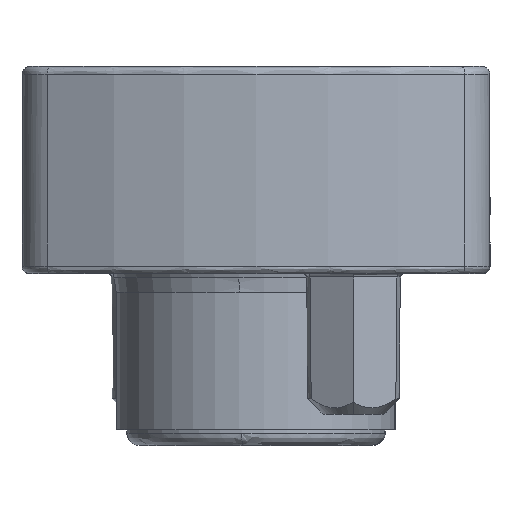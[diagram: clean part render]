
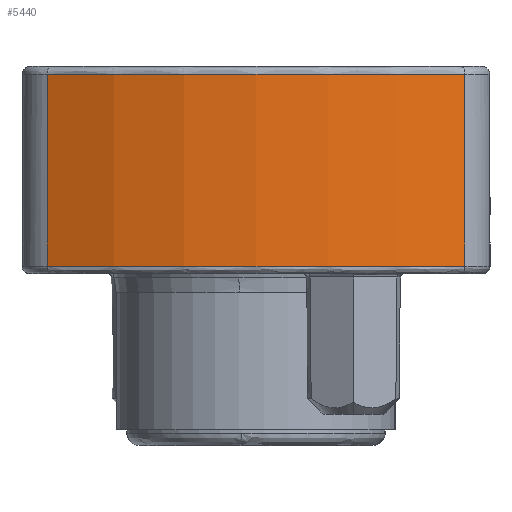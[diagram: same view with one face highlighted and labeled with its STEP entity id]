
A CAD part, left-side view. The second image highlights one B-rep face of the part: STEP entity #5440.
In plain terms, the highlighted cylindrical face has radius 7.367 mm (diameter 14.733 mm), a partial arc.
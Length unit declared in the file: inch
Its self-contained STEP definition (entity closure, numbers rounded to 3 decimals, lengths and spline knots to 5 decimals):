
#3508 = EDGE_LOOP ( 'NONE', ( #7409, #7410, #7411, #7412 ) ) ;
#4154 = FACE_OUTER_BOUND ( 'NONE', #3508, .T. ) ;
#4156 = CYLINDRICAL_SURFACE ( 'NONE', #25956, 0.29002 ) ;
#5440 = ADVANCED_FACE ( 'NONE', ( #4154 ), #4156, .T. ) ;
#6261 = CIRCLE ( 'NONE', #24300, 0.29002 ) ;
#6262 = CIRCLE ( 'NONE', #24298, 0.29002 ) ;
#6337 = LINE ( 'NONE', #12874, #6352 ) ;
#6352 = VECTOR ( 'NONE', #12875, 39.37008 ) ;
#6354 = LINE ( 'NONE', #12878, #6360 ) ;
#6360 = VECTOR ( 'NONE', #12879, 39.37008 ) ;
#7409 = ORIENTED_EDGE ( 'NONE', *, *, #13837, .F. ) ;
#7410 = ORIENTED_EDGE ( 'NONE', *, *, #13762, .T. ) ;
#7411 = ORIENTED_EDGE ( 'NONE', *, *, #13839, .T. ) ;
#7412 = ORIENTED_EDGE ( 'NONE', *, *, #13761, .T. ) ;
#8283 = CARTESIAN_POINT ( 'NONE',  ( -1.20622, 0.18492, 0.19785 ) ) ;
#8354 = CARTESIAN_POINT ( 'NONE',  ( -1.20622, -0.08277, 0.07485 ) ) ;
#8368 = CARTESIAN_POINT ( 'NONE',  ( -1.20622, 0.18492, 0.07485 ) ) ;
#8372 = CARTESIAN_POINT ( 'NONE',  ( -1.20622, -0.08277, 0.19785 ) ) ;
#12494 = CARTESIAN_POINT ( 'NONE',  ( -0.94892, 0.05108, 0.07485 ) ) ;
#12495 = DIRECTION ( 'NONE',  ( 0., 0., 1. ) ) ;
#12496 = DIRECTION ( 'NONE',  ( 1., 0., 0. ) ) ;
#12499 = CARTESIAN_POINT ( 'NONE',  ( -0.94892, 0.05108, 0.19785 ) ) ;
#12500 = DIRECTION ( 'NONE',  ( 0., 0., -1. ) ) ;
#12501 = DIRECTION ( 'NONE',  ( 1., 0., 0. ) ) ;
#12874 = CARTESIAN_POINT ( 'NONE',  ( -1.20622, -0.08277, 0.06985 ) ) ;
#12875 = DIRECTION ( 'NONE',  ( 0., 0., -1. ) ) ;
#12878 = CARTESIAN_POINT ( 'NONE',  ( -1.20622, 0.18492, 0.06985 ) ) ;
#12879 = DIRECTION ( 'NONE',  ( 0., 0., -1. ) ) ;
#13761 = EDGE_CURVE ( 'NONE', #26049, #26035, #6262, .T. ) ;
#13762 = EDGE_CURVE ( 'NONE', #26053, #25960, #6261, .T. ) ;
#13837 = EDGE_CURVE ( 'NONE', #26053, #26035, #6337, .T. ) ;
#13839 = EDGE_CURVE ( 'NONE', #25960, #26049, #6354, .T. ) ;
#24298 = AXIS2_PLACEMENT_3D ( 'NONE', #12494, #12495, #12496 ) ;
#24300 = AXIS2_PLACEMENT_3D ( 'NONE', #12499, #12500, #12501 ) ;
#25956 = AXIS2_PLACEMENT_3D ( 'NONE', #29441, #29442, #29361 ) ;
#25960 = VERTEX_POINT ( 'NONE', #8283 ) ;
#26035 = VERTEX_POINT ( 'NONE', #8354 ) ;
#26049 = VERTEX_POINT ( 'NONE', #8368 ) ;
#26053 = VERTEX_POINT ( 'NONE', #8372 ) ;
#29361 = DIRECTION ( 'NONE',  ( 1., 0., 0. ) ) ;
#29441 = CARTESIAN_POINT ( 'NONE',  ( -0.94892, 0.05108, 0.06985 ) ) ;
#29442 = DIRECTION ( 'NONE',  ( 0., 0., 1. ) ) ;
